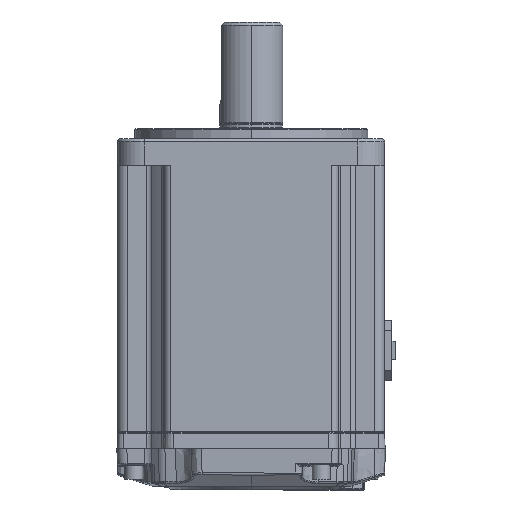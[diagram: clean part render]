
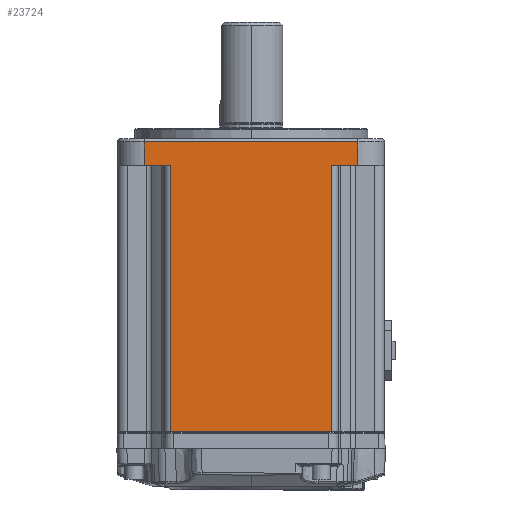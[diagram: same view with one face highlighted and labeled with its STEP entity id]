
A CAD part, top view. The second image highlights one B-rep face of the part: STEP entity #23724.
In plain terms, the highlighted planar face has unit normal (0, 0, 1).
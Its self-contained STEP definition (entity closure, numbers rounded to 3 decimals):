
#715=PLANE('',#25634);
#2395=VECTOR('',#29028,1.);
#2413=VECTOR('',#29107,1.);
#2416=VECTOR('',#29119,1.);
#2417=VECTOR('',#29121,1.);
#2418=VECTOR('',#29122,1.);
#2419=VECTOR('',#29123,1.);
#2420=VECTOR('',#29124,1.);
#2421=VECTOR('',#29125,1.);
#4006=LINE('',#43294,#2395);
#4024=LINE('',#43377,#2413);
#4027=LINE('',#43389,#2416);
#4028=LINE('',#43391,#2417);
#4029=LINE('',#43394,#2418);
#4030=LINE('',#43396,#2419);
#4031=LINE('',#43397,#2420);
#4032=LINE('',#43399,#2421);
#5978=VERTEX_POINT('',#43293);
#5979=VERTEX_POINT('',#43295);
#6011=VERTEX_POINT('',#43376);
#6012=VERTEX_POINT('',#43378);
#6016=VERTEX_POINT('',#43392);
#6017=VERTEX_POINT('',#43393);
#6018=VERTEX_POINT('',#43395);
#6019=VERTEX_POINT('',#43398);
#9850=EDGE_CURVE('',#5979,#5978,#4006,.T.);
#9892=EDGE_CURVE('',#6012,#6011,#4024,.T.);
#9898=EDGE_CURVE('',#5978,#6012,#4027,.T.);
#9899=EDGE_CURVE('',#6016,#6017,#4028,.T.);
#9900=EDGE_CURVE('',#6017,#6018,#4029,.T.);
#9901=EDGE_CURVE('',#5979,#6018,#4030,.T.);
#9902=EDGE_CURVE('',#6019,#6011,#4031,.T.);
#9903=EDGE_CURVE('',#6016,#6019,#4032,.T.);
#14413=ORIENTED_EDGE('',*,*,#9899,.T.);
#14414=ORIENTED_EDGE('',*,*,#9900,.T.);
#14415=ORIENTED_EDGE('',*,*,#9901,.F.);
#14416=ORIENTED_EDGE('',*,*,#9850,.T.);
#14417=ORIENTED_EDGE('',*,*,#9898,.T.);
#14418=ORIENTED_EDGE('',*,*,#9892,.T.);
#14419=ORIENTED_EDGE('',*,*,#9902,.F.);
#14420=ORIENTED_EDGE('',*,*,#9903,.F.);
#20407=EDGE_LOOP('',(#14413,#14414,#14415,#14416,#14417,#14418,#14419,#14420));
#22072=FACE_BOUND('',#20407,.T.);
#23724=ADVANCED_FACE('',(#22072),#715,.T.);
#25634=AXIS2_PLACEMENT_3D('',#43390,#29120,$);
#29028=DIRECTION('',(1.,0.,0.));
#29107=DIRECTION('',(1.,0.,0.));
#29119=DIRECTION('',(0.,1.,0.));
#29120=DIRECTION('',(0.,0.,1.));
#29121=DIRECTION('',(0.,-1.,0.));
#29122=DIRECTION('',(1.,0.,0.));
#29123=DIRECTION('',(0.,1.,0.));
#29124=DIRECTION('',(0.,-1.,0.));
#29125=DIRECTION('',(1.,0.,0.));
#43293=CARTESIAN_POINT('',(24.035,-87.8,40.));
#43294=CARTESIAN_POINT('',(-24.035,-87.8,40.));
#43295=CARTESIAN_POINT('',(-24.035,-87.8,40.));
#43376=CARTESIAN_POINT('',(32.,-8.,40.));
#43377=CARTESIAN_POINT('',(24.035,-8.,40.));
#43378=CARTESIAN_POINT('',(24.035,-8.,40.));
#43389=CARTESIAN_POINT('',(24.035,-87.8,40.));
#43390=CARTESIAN_POINT('',(-40.,0.,40.));
#43391=CARTESIAN_POINT('',(-32.,-1.,40.));
#43392=CARTESIAN_POINT('',(-32.,-1.,40.));
#43393=CARTESIAN_POINT('',(-32.,-8.,40.));
#43394=CARTESIAN_POINT('',(-32.,-8.,40.));
#43395=CARTESIAN_POINT('',(-24.035,-8.,40.));
#43396=CARTESIAN_POINT('',(-24.035,-87.8,40.));
#43397=CARTESIAN_POINT('',(32.,-1.,40.));
#43398=CARTESIAN_POINT('',(32.,-1.,40.));
#43399=CARTESIAN_POINT('',(-32.,-1.,40.));
